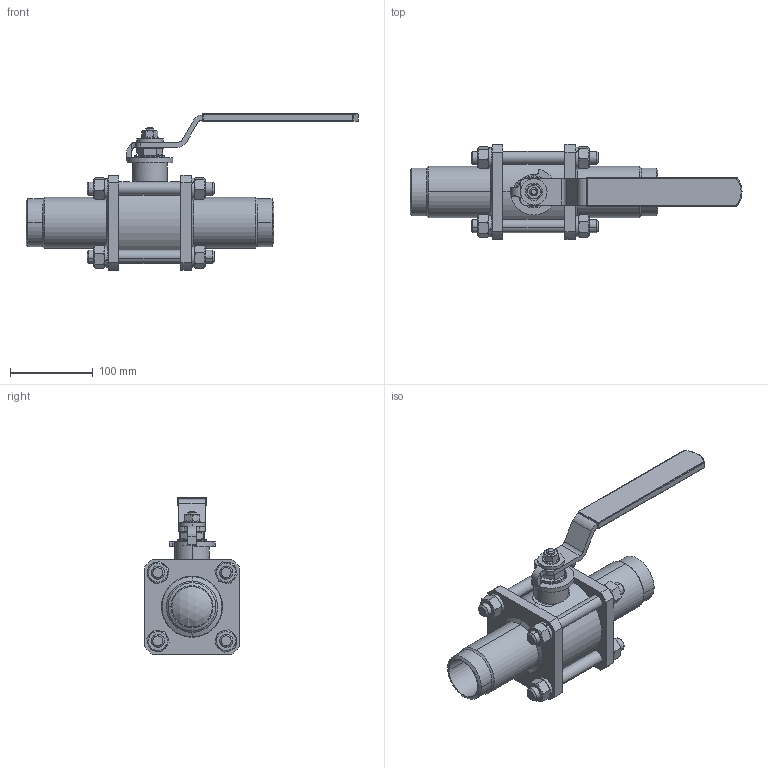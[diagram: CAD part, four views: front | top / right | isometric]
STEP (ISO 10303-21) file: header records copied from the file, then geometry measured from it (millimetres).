
FILE_DESCRIPTION((''),'2;1');
FILE_NAME('ÔÁ39 020 050 000.stp','2012-04-24T15:22:49',('Ãîíòàðåâ ÏÃ'),(''),'Autodesk Inventor 9','Autodesk Inventor 9','');
FILE_SCHEMA(('AUTOMOTIVE_DESIGN { 1 0 10303 214 1 1 1 1 }'));
Length unit declared in the file: millimetre
Products named in the file (1): 埡39 020 050 000
Bounding box: 402.14 x 115 x 189.5 mm (x, y, z)
Volume: 1042111.8 mm3; surface area: 294459.5 mm2
Topology: 1 solids, 12 shells, 621 faces, 1604 edges, 1014 vertices
Faces by surface type: cylinder 231, plane 231, cone 120, bspline 19, sphere 10, torus 10
Entity records: 19379 total; most frequent: CARTESIAN_POINT 4198, DIRECTION 3360, ORIENTED_EDGE 3172, EDGE_CURVE 1586, AXIS2_PLACEMENT_3D 1372, VERTEX_POINT 1010, CIRCLE 699, EDGE_LOOP 688
